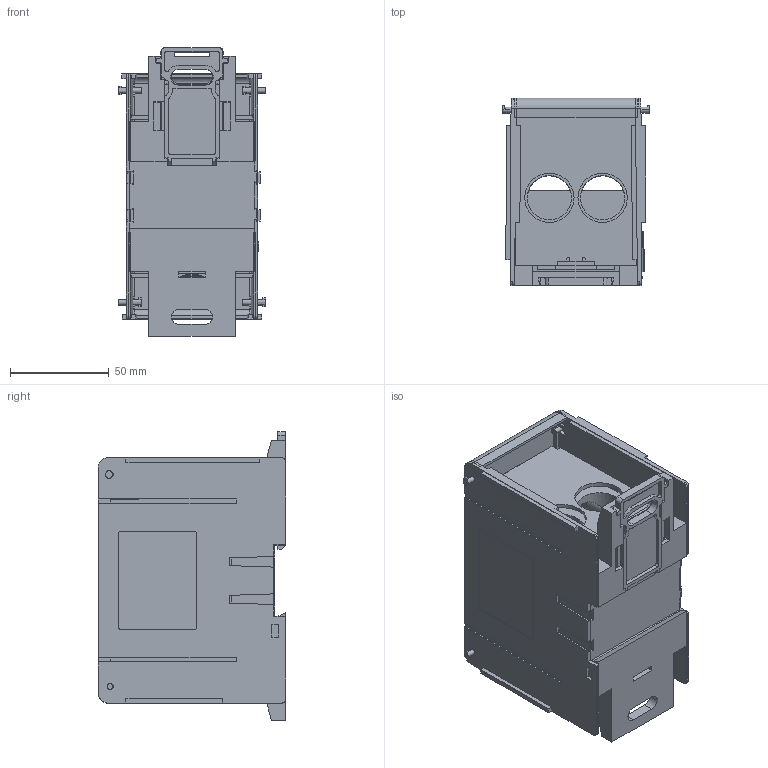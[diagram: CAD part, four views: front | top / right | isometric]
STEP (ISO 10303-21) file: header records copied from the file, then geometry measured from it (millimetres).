
FILE_DESCRIPTION (( 'STEP AP203' ), '1' );
FILE_NAME ('ASRB-22-500-1.step', '2024-06-17T20:17:24', ( '' ), ( '' ), 'SwSTEP 2.0', 'SolidWorks 2023', '' );
FILE_SCHEMA (( 'CONFIG_CONTROL_DESIGN' ));
Length unit declared in the file: inch
Products named in the file (1): ASRB-22-500-1
Bounding box: 75.05 x 95.01 x 146.55 mm (x, y, z)
Volume: 301936 mm3; surface area: 151152.2 mm2
Topology: 10 solids, 10 shells, 779 faces, 2201 edges, 1458 vertices
Faces by surface type: plane 551, cylinder 157, bspline 40, cone 31
Entity records: 27274 total; most frequent: CARTESIAN_POINT 7555, ORIENTED_EDGE 4402, DIRECTION 3619, EDGE_CURVE 2201, VECTOR 1719, LINE 1719, VERTEX_POINT 1458, AXIS2_PLACEMENT_3D 950
